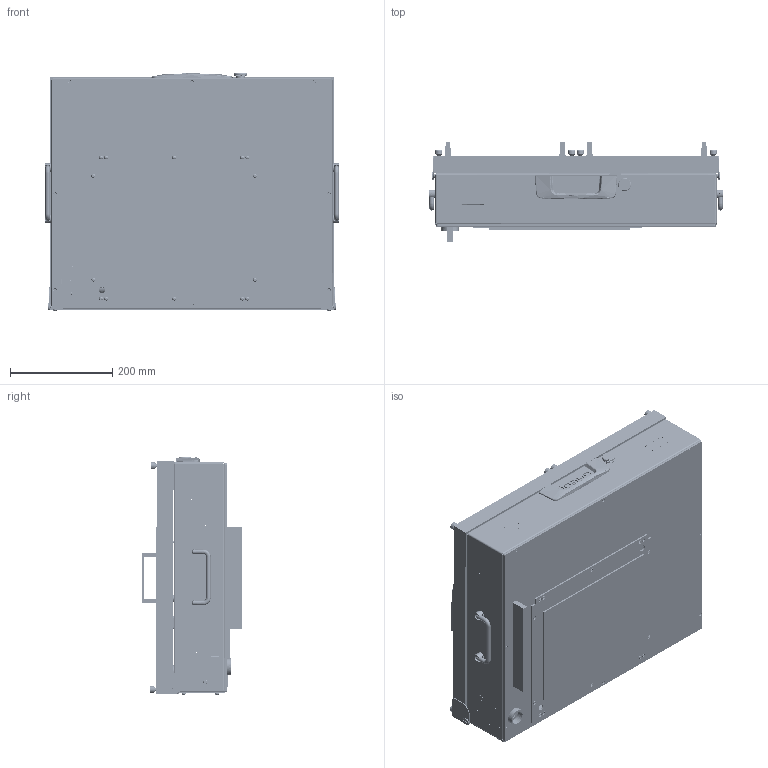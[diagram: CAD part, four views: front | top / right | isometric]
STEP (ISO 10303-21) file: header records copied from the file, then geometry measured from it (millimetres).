
FILE_DESCRIPTION (( 'STEP AP214' ), '1' );
FILE_NAME ('INGUN_114659.STEP', '2025-07-28T12:10:12', ( '' ), ( '' ), 'SwSTEP 2.0', 'SolidWorks 2023', '' );
FILE_SCHEMA (( 'AUTOMOTIVE_DESIGN' ));
Length unit declared in the file: millimetre
Products named in the file (76): DIN125~n_05,3 M05,0 Fase VA; ISO7380~n_M03,0x005; 11657~0; 112838~2_S; 113615~0_S; ISO7380~n_M04,0x008; 100974~1_KUNDE<S>; 114097~5_KUNDE<S>; 114196_003~0; 116281~0_S; 32171~1_S; ASR~asr_Øi05,2x03xØa10; 114196~0; ISO7380~n_M04,0x006; 112079~10_S; INGUN_114659; 114607~0_S; ISO7380~n_M03,0x008; Gewindebuchse~n_M04-05,0 geschlossen; 112025~4_S; 1607~1; 105791~0; 101945~3; 50891~2_KUNDE<S>; 2196~7; ISO7380~n_M04,0x016; 113614~0; DIN_6799_-_A2~n_d 5; DIN912~n_M04,0x016; 116832~0_S; 42751~1_S; INFO_4562~3_Typenschild 1010; ISO7380~n_M04,0x012; ISO7380~n_M03,0x006; 2229~6; 112024~0_S; 116284~0_S; 49317~0; 114364~0_S; 19420~3 ...
Assembly tree (210 placements, depth 5):
  INGUN_114659
    113687~4_S
      113686~3_S
      32171~1_S
      112992~2_S  x2
      49317~0  x2
      114196~0  x2
        114196_001~0
        114196_002~0
        114196_003~0
        114196_004~0_S
      DIN912~n_M04,0x016
      112024~0_S
      112025~4_S
      DIN125~n_04,3 M04,0 VA
      DIN985-A2~n_M04,0
      112026~0_Mitte<S>
      ISO7380~n_M03,0x005
      114364~0_S
      DIN934~n_M04,0 A2
      116832~0_S
        116542~2_S
        DIN913~n_M03,0x06 VA
        114364~0_S
    114097~5_KUNDE<S>
      115769~1_S
        114098~2_S
        Gewindebuchse~n_M04-07,5 offen  x8
        Gewindebuchse~n_M04-05,0 geschlossen  x7
      114094~2_S  x2
      114554~0_Kunde<S>  x2
        100974~1_KUNDE<S>
        100974~1_KUNDE<S>
      112079~10_S
      105791~0  x8
      ASR~asr_Øi05,2x03xØa10  x12
      112838~2_S  x8
      114101~0_S
      42751~1_S
      1607~1  x4
      19420~3  x2
      11657~0  x2
      11655~0  x2
      ISO7380~n_M03,0x006  x8
      ISO7380~n_M03,0x008  x7
      ISO7380~n_M04,0x012  x8
      DIN985-A2~n_M04,0  x2
      DIN_6799_-_A2~n_d 5  x8
      DIN7~n_04,0m6x004  x4
      2196~7  x4
      DIN7991~n_M04,0x012  x4
      2229~6  x4
      5332~0  x2
      INFO_4562~3_Typenschild 1010
      114607~0_S
      116128~1_S  x2
      116281~0_S  x2
        116282~0_S
          116283~0_S
          DIN125~n_05,3 M05,0 Fase VA
Bounding box: 574 x 195.97 x 465.1 mm (x, y, z)
Volume: 6279380 mm3; surface area: 2756215.8 mm2
Topology: 210 solids, 210 shells, 10988 faces, 25966 edges, 16049 vertices
Faces by surface type: plane 4108, cylinder 3740, bspline 2376, cone 518, torus 230, sphere 16
Entity records: 238037 total; most frequent: CARTESIAN_POINT 122263, ORIENTED_EDGE 26004, DIRECTION 17824, EDGE_CURVE 13002, VERTEX_POINT 7762, AXIS2_PLACEMENT_3D 6724, EDGE_LOOP 6254, FACE_OUTER_BOUND 5588
